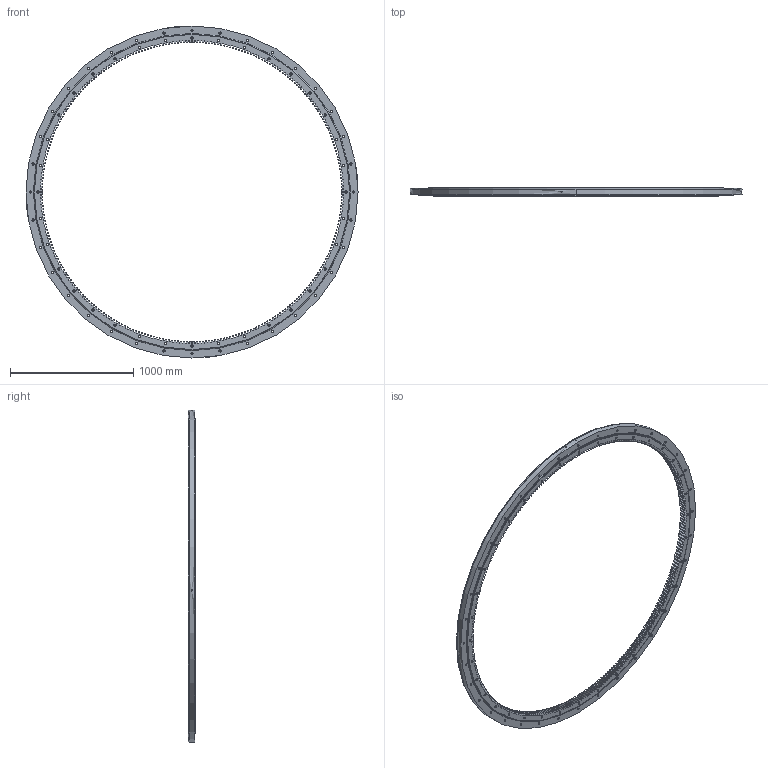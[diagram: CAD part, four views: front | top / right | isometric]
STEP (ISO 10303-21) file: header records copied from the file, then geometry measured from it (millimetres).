
FILE_DESCRIPTION (( 'STEP AP203' ), '1' );
FILE_NAME ('02-2560-00.STEP', '2017-12-26T15:17:19', ( 'defontaine' ), ( 'Hewlett-Packard Company' ), 'SwSTEP 2.0', 'SolidWorks 2016', '' );
FILE_SCHEMA (( 'CONFIG_CONTROL_DESIGN' ));
Length unit declared in the file: millimetre
Products named in the file (1): 02-2560-00
Bounding box: 2695 x 63 x 2695 mm (x, y, z)
Volume: 51141176.9 mm3; surface area: 5090178.4 mm2
Topology: 5 solids, 5 shells, 2034 faces, 6054 edges, 4033 vertices
Faces by surface type: cylinder 777, plane 621, cone 616, torus 18, sphere 2
Entity records: 71088 total; most frequent: CARTESIAN_POINT 16384, ORIENTED_EDGE 12098, DIRECTION 11079, EDGE_CURVE 6049, AXIS2_PLACEMENT_3D 4235, VERTEX_POINT 4030, LINE 2609, VECTOR 2609
